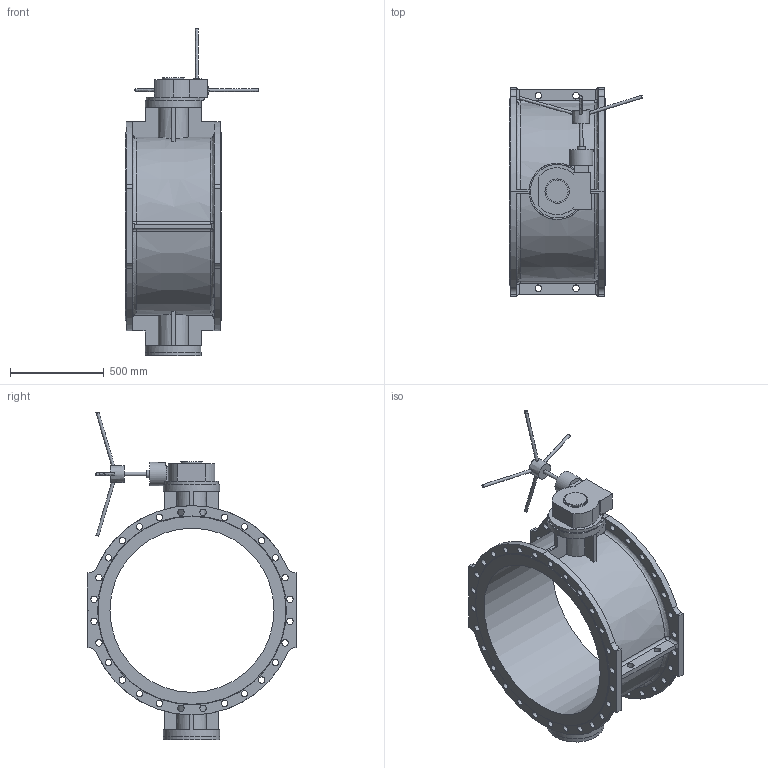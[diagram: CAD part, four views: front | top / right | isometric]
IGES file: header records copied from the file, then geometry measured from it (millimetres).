
Start section: SolidWorks IGES file using analytic representation for surfaces
Global section: file name: O_756_1_DN0900_0XXXXXX_AA1.igs; native system: SolidWorks 2012; preprocessor: SolidWorks 2012; author: pbm; date: 180413.074903; units: millimetre
Bounding box: 710.56 x 1115 x 1745.32 mm (x, y, z)
Surface area: 5383645 mm2 (no closed solid volume)
Topology: 0 solids, 0 shells, 304 faces, 1678 edges, 1529 vertices
Faces by surface type: bspline 164, revolution 140
